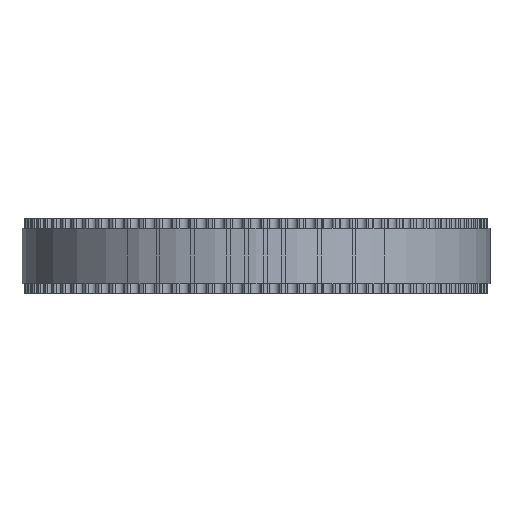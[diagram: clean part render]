
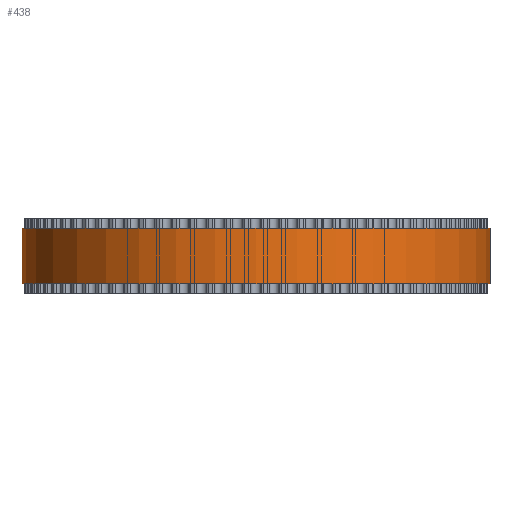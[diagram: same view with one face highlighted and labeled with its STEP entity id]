
A CAD part, front view. The second image highlights one B-rep face of the part: STEP entity #438.
In plain terms, the highlighted cylindrical face has radius 25.146 mm (diameter 50.293 mm), a full revolution.
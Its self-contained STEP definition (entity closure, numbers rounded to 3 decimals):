
#97=FACE_BOUND('',#1392,.T.);
#98=FACE_BOUND('',#1393,.T.);
#438=ADVANCED_FACE('',(#97,#98),#755,.T.);
#755=CYLINDRICAL_SURFACE('',#7095,25.146);
#1392=EDGE_LOOP('',(#3922));
#1393=EDGE_LOOP('',(#3923));
#3922=ORIENTED_EDGE('',*,*,#5506,.T.);
#3923=ORIENTED_EDGE('',*,*,#5507,.T.);
#4556=VERTEX_POINT('',#11220);
#4557=VERTEX_POINT('',#11222);
#5506=EDGE_CURVE('',#4556,#4556,#6140,.T.);
#5507=EDGE_CURVE('',#4557,#4557,#6141,.T.);
#6140=CIRCLE('',#7093,25.146);
#6141=CIRCLE('',#7094,25.146);
#7093=AXIS2_PLACEMENT_3D('',#11219,#9314,#9315);
#7094=AXIS2_PLACEMENT_3D('',#11221,#9316,#9317);
#7095=AXIS2_PLACEMENT_3D('',#11223,#9318,#9319);
#9314=DIRECTION('',(0.,0.,1.));
#9315=DIRECTION('',(1.,0.,0.));
#9316=DIRECTION('',(0.,0.,-1.));
#9317=DIRECTION('',(1.,0.,0.));
#9318=DIRECTION('',(0.,0.,1.));
#9319=DIRECTION('',(1.,0.,0.));
#11219=CARTESIAN_POINT('',(0.,0.,1.));
#11220=CARTESIAN_POINT('',(25.146,0.,1.));
#11221=CARTESIAN_POINT('',(0.,0.,7.));
#11222=CARTESIAN_POINT('',(25.146,0.,7.));
#11223=CARTESIAN_POINT('',(0.,0.,1.));
